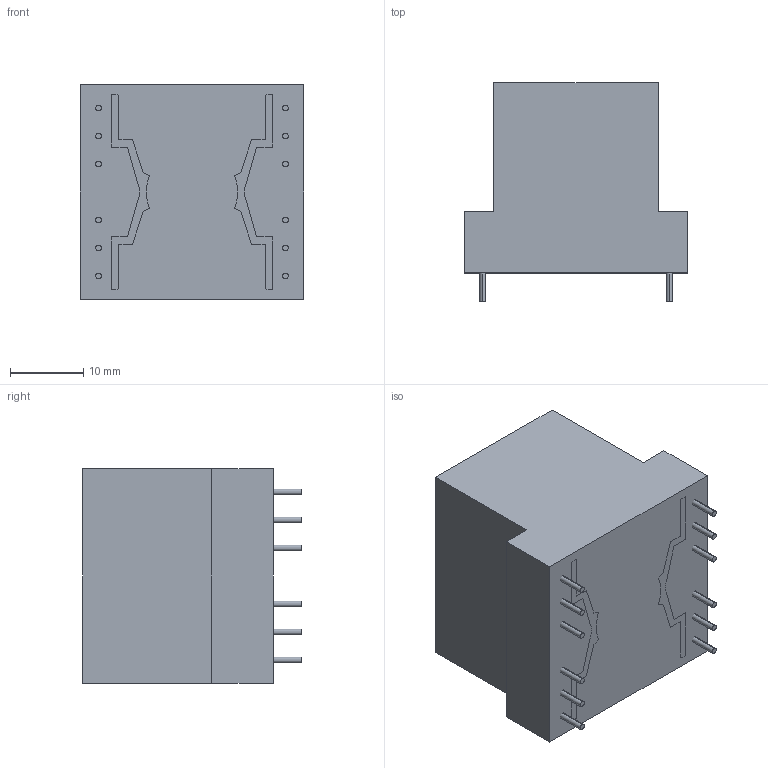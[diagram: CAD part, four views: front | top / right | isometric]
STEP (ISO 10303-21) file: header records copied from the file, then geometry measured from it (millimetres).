
FILE_DESCRIPTION (( 'STEP AP203' ), '1' );
FILE_NAME ('PQ2620_5729.STEP', '2014-04-15T19:31:55', ( 'MidcomIT' ), ( 'Midcom' ), 'SwSTEP 2.0', 'SolidWorks 2012', '' );
FILE_SCHEMA (( 'CONFIG_CONTROL_DESIGN' ));
Length unit declared in the file: millimetre
Products named in the file (6): PQ2620_5729; 440-8108-0693; 150-0693_6C; 070-5729_coil; 070-5729_6A; 070-5729_INTF
Assembly tree (6 placements, depth 2):
  PQ2620_5729
    070-5729_INTF
    070-5729_6A
    070-5729_coil
    150-0693_6C  x2
    440-8108-0693
Bounding box: 30.35 x 29.71 x 29.2 mm (x, y, z)
Surface area: 16568 mm2
Topology: 6 solids, 6 shells, 521 faces, 1303 edges, 752 vertices
Faces by surface type: plane 215, cylinder 214, sphere 52, torus 40
Entity records: 14419 total; most frequent: DIRECTION 2567, CARTESIAN_POINT 2405, ORIENTED_EDGE 2274, EDGE_CURVE 1137, AXIS2_PLACEMENT_3D 950, VERTEX_POINT 676, LINE 667, VECTOR 667
